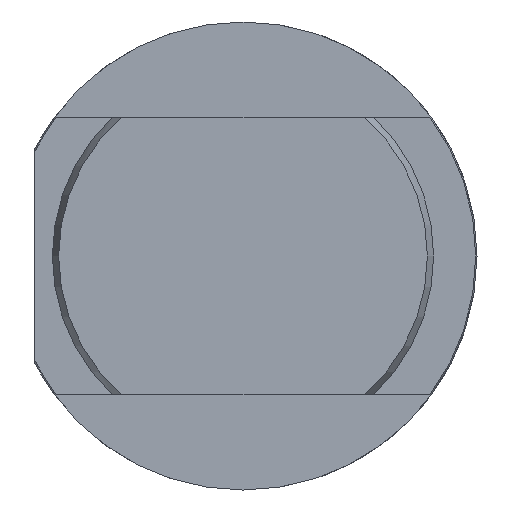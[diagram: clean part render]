
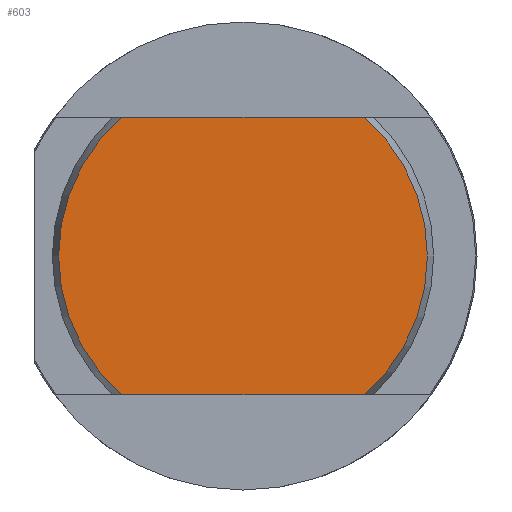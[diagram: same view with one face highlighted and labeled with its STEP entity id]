
A CAD part, left-side view. The second image highlights one B-rep face of the part: STEP entity #603.
In plain terms, the highlighted planar face has unit normal (-1, 0, 0).
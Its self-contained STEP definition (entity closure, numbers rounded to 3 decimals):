
#1 = VERTEX_POINT ( 'NONE', #3974 ) ;
#28 = VECTOR ( 'NONE', #1707, 1000. ) ;
#62 = CIRCLE ( 'NONE', #2645, 10.636 ) ;
#69 = VECTOR ( 'NONE', #1703, 1000. ) ;
#70 = LINE ( 'NONE', #1699, #28 ) ;
#74 = LINE ( 'NONE', #1702, #69 ) ;
#348 = CARTESIAN_POINT ( 'NONE',  ( 0., 7.009, 8. ) ) ;
#414 = CARTESIAN_POINT ( 'NONE',  ( 0., -7.009, -8. ) ) ;
#424 = CARTESIAN_POINT ( 'NONE',  ( 0., 7.009, -8. ) ) ;
#603 = ADVANCED_FACE ( 'NONE', ( #3818 ), #1408, .F. ) ;
#726 = EDGE_CURVE ( 'NONE', #3969, #3980, #74, .T. ) ;
#727 = EDGE_CURVE ( 'NONE', #3635, #3980, #62, .T. ) ;
#728 = EDGE_CURVE ( 'NONE', #3635, #1, #70, .T. ) ;
#870 = EDGE_CURVE ( 'NONE', #3969, #1, #907, .T. ) ;
#907 = CIRCLE ( 'NONE', #2714, 10.636 ) ;
#1407 = CARTESIAN_POINT ( 'NONE',  ( 0., 0., 0. ) ) ;
#1408 = PLANE ( 'NONE',  #2574 ) ;
#1409 = DIRECTION ( 'NONE',  ( 1., 0., 0. ) ) ;
#1410 = DIRECTION ( 'NONE',  ( 0., 0., -1. ) ) ;
#1693 = CARTESIAN_POINT ( 'NONE',  ( 0., 0., 0. ) ) ;
#1699 = CARTESIAN_POINT ( 'NONE',  ( 0., 12.75, 8. ) ) ;
#1702 = CARTESIAN_POINT ( 'NONE',  ( 0., 12.75, -8. ) ) ;
#1703 = DIRECTION ( 'NONE',  ( 0., 1., 0. ) ) ;
#1704 = DIRECTION ( 'NONE',  ( -1., 0., 0. ) ) ;
#1705 = DIRECTION ( 'NONE',  ( 0., 0., -1. ) ) ;
#1707 = DIRECTION ( 'NONE',  ( 0., -1., 0. ) ) ;
#2160 = CARTESIAN_POINT ( 'NONE',  ( 0., 0., 0. ) ) ;
#2168 = DIRECTION ( 'NONE',  ( -1., 0., 0. ) ) ;
#2169 = DIRECTION ( 'NONE',  ( 0., 0., -1. ) ) ;
#2574 = AXIS2_PLACEMENT_3D ( 'NONE', #1407, #1409, #1410 ) ;
#2645 = AXIS2_PLACEMENT_3D ( 'NONE', #1693, #1704, #1705 ) ;
#2714 = AXIS2_PLACEMENT_3D ( 'NONE', #2160, #2168, #2169 ) ;
#3155 = ORIENTED_EDGE ( 'NONE', *, *, #728, .F. ) ;
#3156 = ORIENTED_EDGE ( 'NONE', *, *, #870, .T. ) ;
#3157 = ORIENTED_EDGE ( 'NONE', *, *, #726, .F. ) ;
#3158 = ORIENTED_EDGE ( 'NONE', *, *, #727, .T. ) ;
#3469 = EDGE_LOOP ( 'NONE', ( #3158, #3157, #3156, #3155 ) ) ;
#3635 = VERTEX_POINT ( 'NONE', #348 ) ;
#3818 = FACE_OUTER_BOUND ( 'NONE', #3469, .T. ) ;
#3969 = VERTEX_POINT ( 'NONE', #414 ) ;
#3974 = CARTESIAN_POINT ( 'NONE',  ( 0., -7.009, 8. ) ) ;
#3980 = VERTEX_POINT ( 'NONE', #424 ) ;
